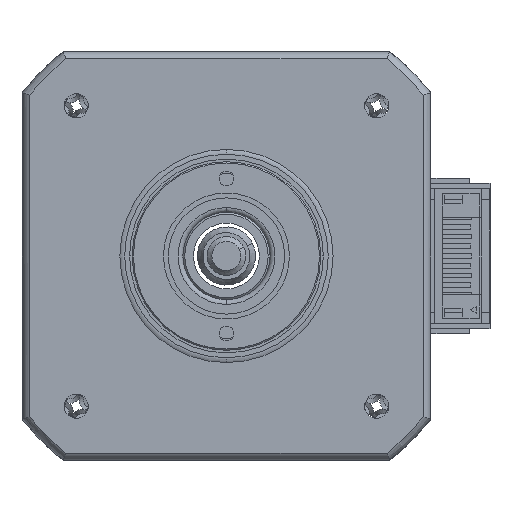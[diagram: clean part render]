
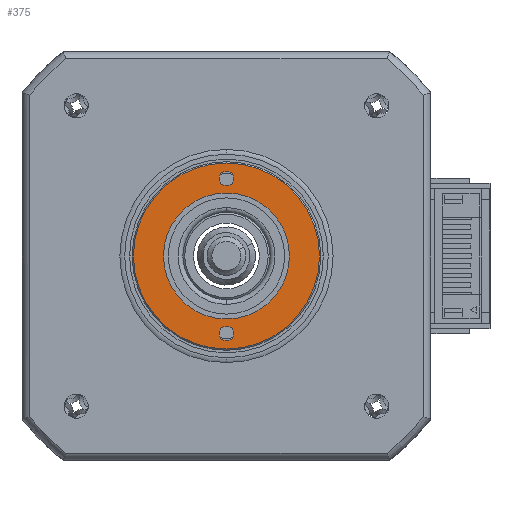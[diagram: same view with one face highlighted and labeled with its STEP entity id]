
A CAD part, left-side view. The second image highlights one B-rep face of the part: STEP entity #375.
In plain terms, the highlighted planar face has unit normal (-1, 0, 0).
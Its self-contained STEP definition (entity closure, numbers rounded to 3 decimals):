
#49 = FACE_BOUND ( 'NONE', #3073, .T. ) ;
#155 = AXIS2_PLACEMENT_3D ( 'NONE', #4532, #11145, #5484 ) ;
#328 = CARTESIAN_POINT ( 'NONE',  ( -26.423, 4.472, 48.3 ) ) ;
#375 = ADVANCED_FACE ( 'NONE', ( #2477, #4939, #3054, #49 ), #12080, .F. ) ;
#706 = DIRECTION ( 'NONE',  ( 0., 1., 0. ) ) ;
#799 = CIRCLE ( 'NONE', #1616, 0.75 ) ;
#1215 = VERTEX_POINT ( 'NONE', #8913 ) ;
#1274 = DIRECTION ( 'NONE',  ( 0., 1., 0. ) ) ;
#1616 = AXIS2_PLACEMENT_3D ( 'NONE', #5476, #12053, #6405 ) ;
#1656 = CARTESIAN_POINT ( 'NONE',  ( -26.423, 10.972, 48.3 ) ) ;
#1677 = ORIENTED_EDGE ( 'NONE', *, *, #6449, .T. ) ;
#1859 = AXIS2_PLACEMENT_3D ( 'NONE', #11100, #5429, #12013 ) ;
#1967 = EDGE_CURVE ( 'NONE', #1215, #9438, #3147, .T. ) ;
#2053 = EDGE_CURVE ( 'NONE', #2913, #11583, #6351, .T. ) ;
#2361 = CIRCLE ( 'NONE', #4378, 6.5 ) ;
#2382 = ORIENTED_EDGE ( 'NONE', *, *, #9765, .T. ) ;
#2454 = VERTEX_POINT ( 'NONE', #1656 ) ;
#2477 = FACE_OUTER_BOUND ( 'NONE', #9701, .T. ) ;
#2913 = VERTEX_POINT ( 'NONE', #9164 ) ;
#2936 = DIRECTION ( 'NONE',  ( 0., 1., 0. ) ) ;
#2960 = CARTESIAN_POINT ( 'NONE',  ( -26.423, 4.472, 48.3 ) ) ;
#3024 = CARTESIAN_POINT ( 'NONE',  ( -26.423, 4.472, 40.3 ) ) ;
#3054 = FACE_BOUND ( 'NONE', #11382, .T. ) ;
#3063 = CIRCLE ( 'NONE', #155, 9.6 ) ;
#3073 = EDGE_LOOP ( 'NONE', ( #5533, #4136 ) ) ;
#3122 = CIRCLE ( 'NONE', #3992, 6.5 ) ;
#3147 = CIRCLE ( 'NONE', #8491, 0.75 ) ;
#3888 = DIRECTION ( 'NONE',  ( 0., 1., 0. ) ) ;
#3940 = EDGE_LOOP ( 'NONE', ( #2382, #1677 ) ) ;
#3954 = DIRECTION ( 'NONE',  ( 0., 1., 0. ) ) ;
#3992 = AXIS2_PLACEMENT_3D ( 'NONE', #328, #6786, #1274 ) ;
#4136 = ORIENTED_EDGE ( 'NONE', *, *, #6961, .T. ) ;
#4302 = CARTESIAN_POINT ( 'NONE',  ( -26.423, 5.222, 40.3 ) ) ;
#4357 = AXIS2_PLACEMENT_3D ( 'NONE', #6033, #5208, #706 ) ;
#4378 = AXIS2_PLACEMENT_3D ( 'NONE', #2960, #9481, #3888 ) ;
#4532 = CARTESIAN_POINT ( 'NONE',  ( -26.423, 4.472, 48.3 ) ) ;
#4553 = VERTEX_POINT ( 'NONE', #9330 ) ;
#4939 = FACE_BOUND ( 'NONE', #3940, .T. ) ;
#5208 = DIRECTION ( 'NONE',  ( 1., 0., 0. ) ) ;
#5429 = DIRECTION ( 'NONE',  ( 1., 0., 0. ) ) ;
#5476 = CARTESIAN_POINT ( 'NONE',  ( -26.423, 4.472, 40.3 ) ) ;
#5484 = DIRECTION ( 'NONE',  ( 0., 1., 0. ) ) ;
#5533 = ORIENTED_EDGE ( 'NONE', *, *, #9353, .T. ) ;
#6033 = CARTESIAN_POINT ( 'NONE',  ( -26.423, 4.472, 48.3 ) ) ;
#6351 = CIRCLE ( 'NONE', #9339, 9.6 ) ;
#6405 = DIRECTION ( 'NONE',  ( 0., 1., 0. ) ) ;
#6449 = EDGE_CURVE ( 'NONE', #4553, #11157, #10758, .T. ) ;
#6775 = CARTESIAN_POINT ( 'NONE',  ( -26.423, -2.028, 48.3 ) ) ;
#6786 = DIRECTION ( 'NONE',  ( 1., 0., 0. ) ) ;
#6888 = DIRECTION ( 'NONE',  ( 1., 0., 0. ) ) ;
#6961 = EDGE_CURVE ( 'NONE', #2454, #9437, #3122, .T. ) ;
#7191 = CARTESIAN_POINT ( 'NONE',  ( -26.423, 14.072, 48.3 ) ) ;
#7715 = CARTESIAN_POINT ( 'NONE',  ( -26.423, 5.222, 56.3 ) ) ;
#7738 = DIRECTION ( 'NONE',  ( 0., 1., 0. ) ) ;
#7859 = CIRCLE ( 'NONE', #1859, 0.75 ) ;
#8282 = CARTESIAN_POINT ( 'NONE',  ( -26.423, 4.472, 48.3 ) ) ;
#8366 = AXIS2_PLACEMENT_3D ( 'NONE', #3024, #9547, #3954 ) ;
#8491 = AXIS2_PLACEMENT_3D ( 'NONE', #9976, #6888, #7738 ) ;
#8910 = DIRECTION ( 'NONE',  ( -1., 0., 0. ) ) ;
#8913 = CARTESIAN_POINT ( 'NONE',  ( -26.423, 3.722, 56.3 ) ) ;
#9164 = CARTESIAN_POINT ( 'NONE',  ( -26.423, -5.128, 48.3 ) ) ;
#9330 = CARTESIAN_POINT ( 'NONE',  ( -26.423, 3.722, 40.3 ) ) ;
#9339 = AXIS2_PLACEMENT_3D ( 'NONE', #8282, #8910, #2936 ) ;
#9353 = EDGE_CURVE ( 'NONE', #9437, #2454, #2361, .T. ) ;
#9437 = VERTEX_POINT ( 'NONE', #6775 ) ;
#9438 = VERTEX_POINT ( 'NONE', #7715 ) ;
#9481 = DIRECTION ( 'NONE',  ( 1., 0., 0. ) ) ;
#9547 = DIRECTION ( 'NONE',  ( 1., 0., 0. ) ) ;
#9701 = EDGE_LOOP ( 'NONE', ( #10084, #10811 ) ) ;
#9743 = EDGE_CURVE ( 'NONE', #9438, #1215, #7859, .T. ) ;
#9765 = EDGE_CURVE ( 'NONE', #11157, #4553, #799, .T. ) ;
#9976 = CARTESIAN_POINT ( 'NONE',  ( -26.423, 4.472, 56.3 ) ) ;
#10084 = ORIENTED_EDGE ( 'NONE', *, *, #10090, .T. ) ;
#10090 = EDGE_CURVE ( 'NONE', #11583, #2913, #3063, .T. ) ;
#10758 = CIRCLE ( 'NONE', #8366, 0.75 ) ;
#10797 = ORIENTED_EDGE ( 'NONE', *, *, #9743, .T. ) ;
#10811 = ORIENTED_EDGE ( 'NONE', *, *, #2053, .T. ) ;
#11100 = CARTESIAN_POINT ( 'NONE',  ( -26.423, 4.472, 56.3 ) ) ;
#11145 = DIRECTION ( 'NONE',  ( -1., 0., 0. ) ) ;
#11157 = VERTEX_POINT ( 'NONE', #4302 ) ;
#11382 = EDGE_LOOP ( 'NONE', ( #10797, #11422 ) ) ;
#11422 = ORIENTED_EDGE ( 'NONE', *, *, #1967, .T. ) ;
#11583 = VERTEX_POINT ( 'NONE', #7191 ) ;
#12013 = DIRECTION ( 'NONE',  ( 0., 1., 0. ) ) ;
#12053 = DIRECTION ( 'NONE',  ( 1., 0., 0. ) ) ;
#12080 = PLANE ( 'NONE',  #4357 ) ;
